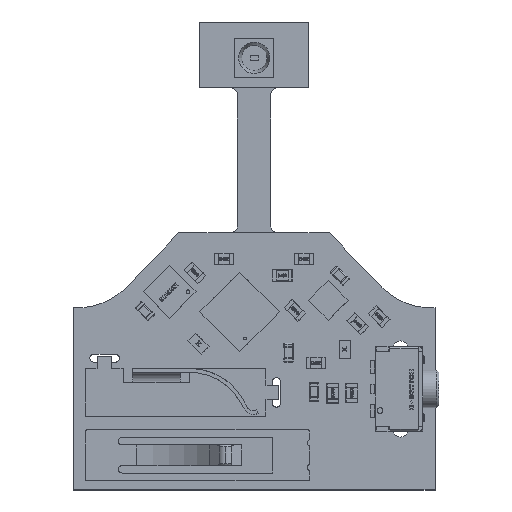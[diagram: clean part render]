
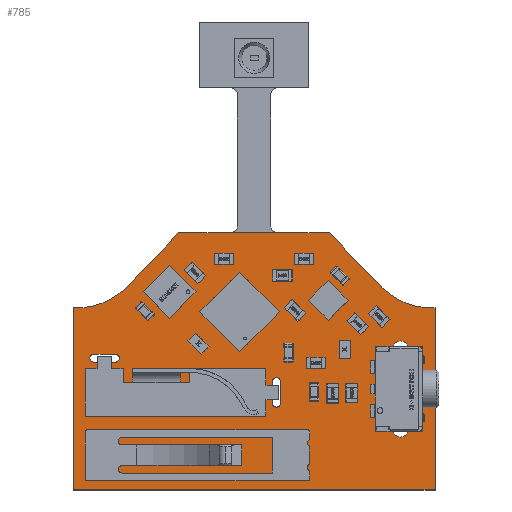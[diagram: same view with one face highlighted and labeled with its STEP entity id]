
A CAD part, top view. The second image highlights one B-rep face of the part: STEP entity #785.
In plain terms, the highlighted planar face has unit normal (0, 0, 1).
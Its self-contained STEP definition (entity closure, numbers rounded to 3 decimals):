
#152 = VERTEX_POINT('',#153);
#153 = CARTESIAN_POINT('',(11.328,13.716,0.76));
#159 = EDGE_CURVE('',#152,#160,#162,.T.);
#160 = VERTEX_POINT('',#161);
#161 = CARTESIAN_POINT('',(5.634,13.716,0.76));
#162 = LINE('',#163,#164);
#163 = CARTESIAN_POINT('',(11.328,13.716,0.76));
#164 = VECTOR('',#165,1.);
#165 = DIRECTION('',(-1.,0.,0.));
#192 = VERTEX_POINT('',#193);
#193 = CARTESIAN_POINT('',(13.67,13.716,0.76));
#199 = EDGE_CURVE('',#192,#152,#200,.T.);
#200 = LINE('',#201,#202);
#201 = CARTESIAN_POINT('',(13.67,13.716,0.76));
#202 = VECTOR('',#203,1.);
#203 = DIRECTION('',(-1.,0.,0.));
#221 = EDGE_CURVE('',#160,#222,#224,.T.);
#222 = VERTEX_POINT('',#223);
#223 = CARTESIAN_POINT('',(2.83,10.813,0.76));
#224 = LINE('',#225,#226);
#225 = CARTESIAN_POINT('',(5.634,13.716,0.76));
#226 = VECTOR('',#227,1.);
#227 = DIRECTION('',(-0.695,-0.719,0.));
#254 = VERTEX_POINT('',#255);
#255 = CARTESIAN_POINT('',(16.474,10.813,0.76));
#261 = EDGE_CURVE('',#254,#192,#262,.T.);
#262 = LINE('',#263,#264);
#263 = CARTESIAN_POINT('',(16.474,10.813,0.76));
#264 = VECTOR('',#265,1.);
#265 = DIRECTION('',(-0.695,0.719,0.));
#283 = EDGE_CURVE('',#222,#284,#286,.T.);
#284 = VERTEX_POINT('',#285);
#285 = CARTESIAN_POINT('',(0.,9.728,0.76)
  );
#286 = CIRCLE('',#287,3.576);
#287 = AXIS2_PLACEMENT_3D('',#288,#289,#290);
#288 = CARTESIAN_POINT('',(0.255,13.295,0.76));
#289 = DIRECTION('',(0.,0.,-1.));
#290 = DIRECTION('',(0.72,-0.694,0.));
#318 = VERTEX_POINT('',#319);
#319 = CARTESIAN_POINT('',(19.304,9.728,0.76));
#325 = EDGE_CURVE('',#318,#254,#326,.T.);
#326 = CIRCLE('',#327,3.576);
#327 = AXIS2_PLACEMENT_3D('',#328,#329,#330);
#328 = CARTESIAN_POINT('',(19.049,13.295,0.76));
#329 = DIRECTION('',(0.,0.,-1.));
#330 = DIRECTION('',(0.071,-0.997,0.));
#349 = EDGE_CURVE('',#284,#350,#352,.T.);
#350 = VERTEX_POINT('',#351);
#351 = CARTESIAN_POINT('',(0.,0.,0.76));
#352 = LINE('',#353,#354);
#353 = CARTESIAN_POINT('',(0.,9.728,0.76));
#354 = VECTOR('',#355,1.);
#355 = DIRECTION('',(0.,-1.,0.));
#382 = VERTEX_POINT('',#383);
#383 = CARTESIAN_POINT('',(19.304,0.,0.76));
#389 = EDGE_CURVE('',#382,#318,#390,.T.);
#390 = LINE('',#391,#392);
#391 = CARTESIAN_POINT('',(19.304,0.,0.76));
#392 = VECTOR('',#393,1.);
#393 = DIRECTION('',(0.,1.,0.));
#411 = EDGE_CURVE('',#350,#382,#412,.T.);
#412 = LINE('',#413,#414);
#413 = CARTESIAN_POINT('',(0.,0.,0.76));
#414 = VECTOR('',#415,1.);
#415 = DIRECTION('',(1.,0.,0.));
#435 = VERTEX_POINT('',#436);
#436 = CARTESIAN_POINT('',(17.901,3.266,0.76));
#442 = EDGE_CURVE('',#435,#435,#443,.T.);
#443 = CIRCLE('',#444,0.444);
#444 = AXIS2_PLACEMENT_3D('',#445,#446,#447);
#445 = CARTESIAN_POINT('',(17.457,3.266,0.76));
#446 = DIRECTION('',(0.,0.,1.));
#447 = DIRECTION('',(1.,0.,-0.));
#468 = VERTEX_POINT('',#469);
#469 = CARTESIAN_POINT('',(11.061,4.636,0.76));
#475 = EDGE_CURVE('',#468,#476,#478,.T.);
#476 = VERTEX_POINT('',#477);
#477 = CARTESIAN_POINT('',(11.061,5.779,0.76));
#478 = LINE('',#479,#480);
#479 = CARTESIAN_POINT('',(11.061,4.636,0.76));
#480 = VECTOR('',#481,1.);
#481 = DIRECTION('',(0.,1.,0.));
#506 = EDGE_CURVE('',#476,#507,#509,.T.);
#507 = VERTEX_POINT('',#508);
#508 = CARTESIAN_POINT('',(10.629,5.779,0.76));
#509 = CIRCLE('',#510,0.216);
#510 = AXIS2_PLACEMENT_3D('',#511,#512,#513);
#511 = CARTESIAN_POINT('',(10.845,5.779,0.76));
#512 = DIRECTION('',(0.,0.,1.));
#513 = DIRECTION('',(1.,0.,-0.));
#539 = EDGE_CURVE('',#507,#540,#542,.T.);
#540 = VERTEX_POINT('',#541);
#541 = CARTESIAN_POINT('',(10.629,4.636,0.76));
#542 = LINE('',#543,#544);
#543 = CARTESIAN_POINT('',(10.629,5.779,0.76));
#544 = VECTOR('',#545,1.);
#545 = DIRECTION('',(0.,-1.,0.));
#570 = EDGE_CURVE('',#540,#468,#571,.T.);
#571 = CIRCLE('',#572,0.216);
#572 = AXIS2_PLACEMENT_3D('',#573,#574,#575);
#573 = CARTESIAN_POINT('',(10.845,4.636,0.76));
#574 = DIRECTION('',(0.,0.,1.));
#575 = DIRECTION('',(-1.,0.,0.));
#596 = VERTEX_POINT('',#597);
#597 = CARTESIAN_POINT('',(2.247,7.253,0.76));
#603 = EDGE_CURVE('',#596,#604,#606,.T.);
#604 = VERTEX_POINT('',#605);
#605 = CARTESIAN_POINT('',(1.104,7.253,0.76));
#606 = LINE('',#607,#608);
#607 = CARTESIAN_POINT('',(2.247,7.253,0.76));
#608 = VECTOR('',#609,1.);
#609 = DIRECTION('',(-1.,0.,0.));
#634 = EDGE_CURVE('',#604,#635,#637,.T.);
#635 = VERTEX_POINT('',#636);
#636 = CARTESIAN_POINT('',(1.104,6.821,0.76));
#637 = CIRCLE('',#638,0.216);
#638 = AXIS2_PLACEMENT_3D('',#639,#640,#641);
#639 = CARTESIAN_POINT('',(1.104,7.037,0.76));
#640 = DIRECTION('',(0.,0.,1.));
#641 = DIRECTION('',(0.,1.,-0.));
#667 = EDGE_CURVE('',#635,#668,#670,.T.);
#668 = VERTEX_POINT('',#669);
#669 = CARTESIAN_POINT('',(2.247,6.821,0.76));
#670 = LINE('',#671,#672);
#671 = CARTESIAN_POINT('',(1.104,6.821,0.76));
#672 = VECTOR('',#673,1.);
#673 = DIRECTION('',(1.,0.,0.));
#698 = EDGE_CURVE('',#668,#596,#699,.T.);
#699 = CIRCLE('',#700,0.216);
#700 = AXIS2_PLACEMENT_3D('',#701,#702,#703);
#701 = CARTESIAN_POINT('',(2.247,7.037,0.76));
#702 = DIRECTION('',(0.,0.,1.));
#703 = DIRECTION('',(0.,-1.,0.));
#724 = VERTEX_POINT('',#725);
#725 = CARTESIAN_POINT('',(17.901,7.507,0.76));
#731 = EDGE_CURVE('',#724,#724,#732,.T.);
#732 = CIRCLE('',#733,0.444);
#733 = AXIS2_PLACEMENT_3D('',#734,#735,#736);
#734 = CARTESIAN_POINT('',(17.457,7.507,0.76));
#735 = DIRECTION('',(0.,0.,1.));
#736 = DIRECTION('',(1.,0.,-0.));
#785 = ADVANCED_FACE('',(#786,#797,#800,#806,#812),#815,.T.);
#786 = FACE_BOUND('',#787,.T.);
#787 = EDGE_LOOP('',(#788,#789,#790,#791,#792,#793,#794,#795,#796));
#788 = ORIENTED_EDGE('',*,*,#159,.T.);
#789 = ORIENTED_EDGE('',*,*,#221,.T.);
#790 = ORIENTED_EDGE('',*,*,#283,.T.);
#791 = ORIENTED_EDGE('',*,*,#349,.T.);
#792 = ORIENTED_EDGE('',*,*,#411,.T.);
#793 = ORIENTED_EDGE('',*,*,#389,.T.);
#794 = ORIENTED_EDGE('',*,*,#325,.T.);
#795 = ORIENTED_EDGE('',*,*,#261,.T.);
#796 = ORIENTED_EDGE('',*,*,#199,.T.);
#797 = FACE_BOUND('',#798,.T.);
#798 = EDGE_LOOP('',(#799));
#799 = ORIENTED_EDGE('',*,*,#442,.F.);
#800 = FACE_BOUND('',#801,.T.);
#801 = EDGE_LOOP('',(#802,#803,#804,#805));
#802 = ORIENTED_EDGE('',*,*,#475,.F.);
#803 = ORIENTED_EDGE('',*,*,#570,.F.);
#804 = ORIENTED_EDGE('',*,*,#539,.F.);
#805 = ORIENTED_EDGE('',*,*,#506,.F.);
#806 = FACE_BOUND('',#807,.T.);
#807 = EDGE_LOOP('',(#808,#809,#810,#811));
#808 = ORIENTED_EDGE('',*,*,#603,.F.);
#809 = ORIENTED_EDGE('',*,*,#698,.F.);
#810 = ORIENTED_EDGE('',*,*,#667,.F.);
#811 = ORIENTED_EDGE('',*,*,#634,.F.);
#812 = FACE_BOUND('',#813,.T.);
#813 = EDGE_LOOP('',(#814));
#814 = ORIENTED_EDGE('',*,*,#731,.F.);
#815 = PLANE('',#816);
#816 = AXIS2_PLACEMENT_3D('',#817,#818,#819);
#817 = CARTESIAN_POINT('',(9.652,6.002,0.76));
#818 = DIRECTION('',(0.,0.,1.));
#819 = DIRECTION('',(1.,0.,-0.));
